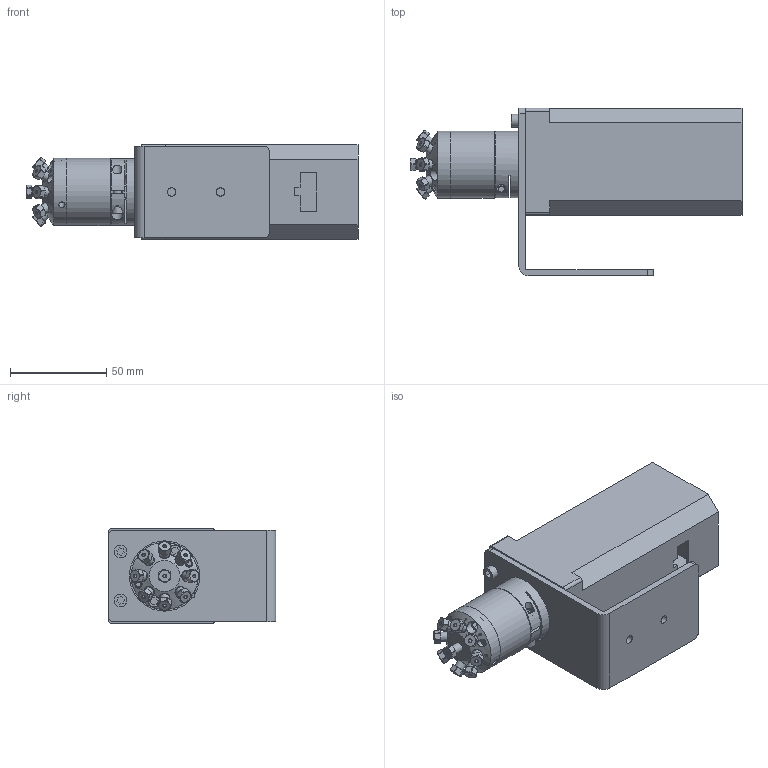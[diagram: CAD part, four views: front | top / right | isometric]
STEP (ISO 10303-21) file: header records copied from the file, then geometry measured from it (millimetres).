
FILE_DESCRIPTION((''),'2;1');
FILE_NAME('312333-C5H-2008EMT Multipos valve electric actuated.stp','2013-08-14T14:41:53',('Franzp'),(''),'Autodesk Inventor 2013','Autodesk Inventor 2013','');
FILE_SCHEMA(('AUTOMOTIVE_DESIGN { 1 0 10303 214 1 1 1 1 }'));
Length unit declared in the file: millimetre
Products named in the file (1): 312333_Shrinkwrap_1
Bounding box: 172.5 x 87.12 x 49.17 mm (x, y, z)
Surface area: 67508.3 mm2 (no closed solid volume)
Topology: 0 solids, 44 shells, 238 faces, 917 edges, 696 vertices
Faces by surface type: plane 154, cylinder 70, cone 14
Full cylindrical faces by diameter (mm): 1.71 x1, 1.727 x8, 3.175 x1, 3.22 x2, 3.302 x1, 4.166 x1, 4.32 x2, 4.826 x9, 5.78 x1, 5.89 x2, 5.94 x1, 6.7 x2, 19.05 x1, 19.075 x1, 34.671 x1, 34.925 x2, 36.5 x1
Entity records: 10395 total; most frequent: CARTESIAN_POINT 2998, DIRECTION 1366, ORIENTED_EDGE 1200, EDGE_CURVE 837, VERTEX_POINT 667, AXIS2_PLACEMENT_3D 506, EDGE_LOOP 376, VECTOR 354
